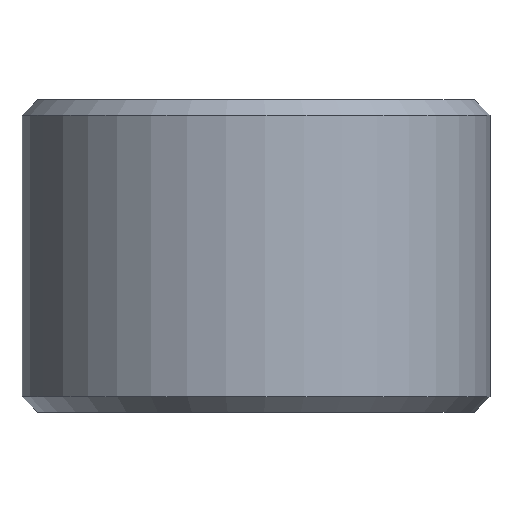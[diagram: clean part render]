
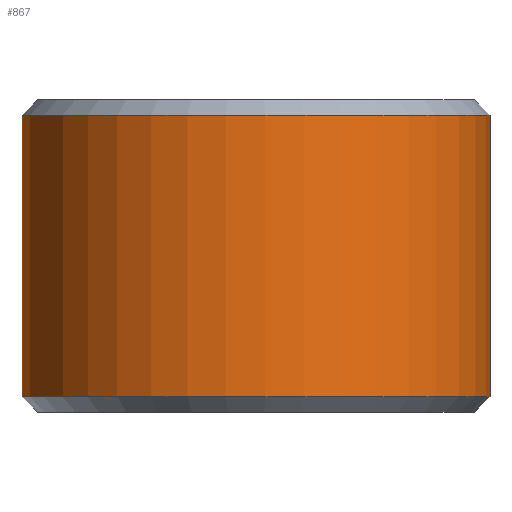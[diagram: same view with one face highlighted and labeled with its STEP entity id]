
A CAD part, front view. The second image highlights one B-rep face of the part: STEP entity #867.
In plain terms, the highlighted cylindrical face has radius 30 mm (diameter 60 mm), a partial arc.
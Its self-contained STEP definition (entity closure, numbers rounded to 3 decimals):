
#17=CYLINDRICAL_SURFACE('',#959,30.);
#73=FACE_OUTER_BOUND('',#129,.T.);
#129=EDGE_LOOP('',(#661,#662,#663,#664));
#177=CIRCLE('',#944,30.);
#185=CIRCLE('',#960,30.);
#242=LINE('',#1416,#328);
#244=LINE('',#1420,#330);
#328=VECTOR('',#1140,10.);
#330=VECTOR('',#1144,10.);
#404=VERTEX_POINT('',#1375);
#406=VERTEX_POINT('',#1381);
#415=VERTEX_POINT('',#1415);
#416=VERTEX_POINT('',#1419);
#491=EDGE_CURVE('',#406,#404,#177,.T.);
#508=EDGE_CURVE('',#404,#415,#242,.T.);
#510=EDGE_CURVE('',#416,#406,#244,.T.);
#511=EDGE_CURVE('',#415,#416,#185,.T.);
#661=ORIENTED_EDGE('',*,*,#491,.F.);
#662=ORIENTED_EDGE('',*,*,#510,.F.);
#663=ORIENTED_EDGE('',*,*,#511,.F.);
#664=ORIENTED_EDGE('',*,*,#508,.F.);
#867=ADVANCED_FACE('',(#73),#17,.T.);
#944=AXIS2_PLACEMENT_3D('',#1383,#1101,#1102);
#959=AXIS2_PLACEMENT_3D('',#1418,#1142,#1143);
#960=AXIS2_PLACEMENT_3D('',#1421,#1145,#1146);
#1101=DIRECTION('center_axis',(0.,0.,-1.));
#1102=DIRECTION('ref_axis',(-1.,0.,0.));
#1140=DIRECTION('',(0.,0.,1.));
#1142=DIRECTION('center_axis',(0.,0.,1.));
#1143=DIRECTION('ref_axis',(-0.211,-0.977,0.));
#1144=DIRECTION('',(0.,0.,-1.));
#1145=DIRECTION('center_axis',(0.,0.,1.));
#1146=DIRECTION('ref_axis',(-1.,0.,0.));
#1375=CARTESIAN_POINT('',(-22.211,-81.739,2.));
#1381=CARTESIAN_POINT('',(32.673,-93.585,2.));
#1383=CARTESIAN_POINT('Origin',(3.,-98.,2.));
#1415=CARTESIAN_POINT('',(-22.211,-81.739,38.));
#1416=CARTESIAN_POINT('',(-22.211,-81.739,0.));
#1418=CARTESIAN_POINT('Origin',(3.,-98.,0.));
#1419=CARTESIAN_POINT('',(32.673,-93.585,38.));
#1420=CARTESIAN_POINT('',(32.673,-93.585,0.));
#1421=CARTESIAN_POINT('Origin',(3.,-98.,38.));
